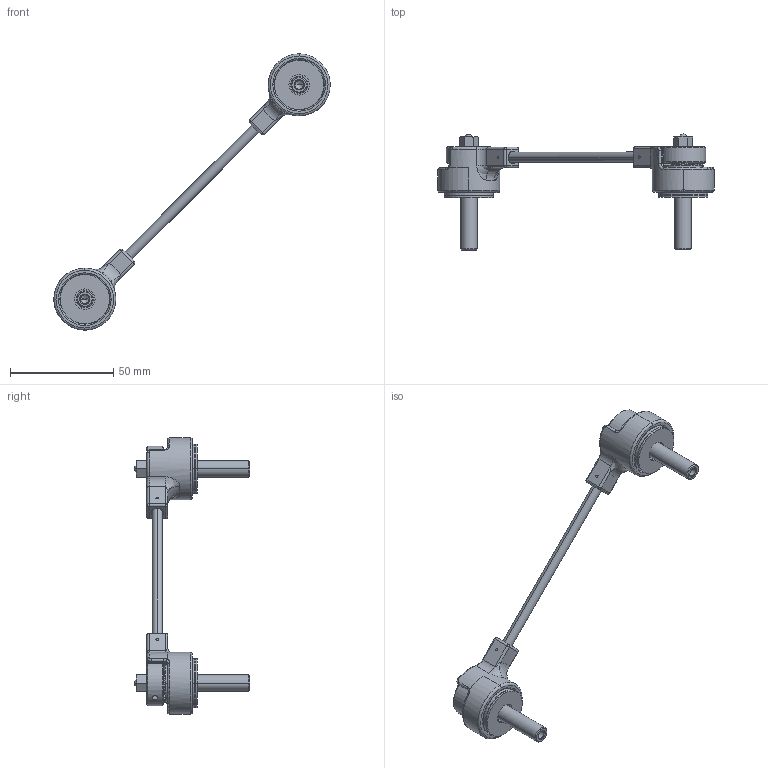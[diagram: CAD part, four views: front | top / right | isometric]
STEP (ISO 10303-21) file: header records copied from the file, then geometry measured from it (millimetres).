
FILE_DESCRIPTION(('FreeCAD Model'),'2;1');
FILE_NAME('Open CASCADE Shape Model','2024-11-29T14:06:25',('Author'),( ''),'Open CASCADE STEP processor 7.6','FreeCAD','Unknown');
FILE_SCHEMA(('AUTOMOTIVE_DESIGN { 1 0 10303 214 1 1 1 1 }'));
Length unit declared in the file: millimetre
Products named in the file (18): LINK3_ASM; HALF-R004; BAR3; BA1024_ASM001; CORE_BA1025; WASHER_BA1026; BA1024_ASM002; FL688ZZ003; SCBNJ8_11_ASM003; SCBNJ8_11B003; DEI4762_M3X013; SCBNJ8_11_ASM004; PSFGW8_50_M5_N006; BCHLJJ5_ASM001; BCHLJJ5_MB001; BCHLJJ5_B001; BCHLJJ5_ASM002; MS1_5_014
Assembly tree (29 placements, depth 3):
  LINK3_ASM
    HALF-R004  x2
    BAR3
    BA1024_ASM001
      CORE_BA1025
      WASHER_BA1026  x2
    BA1024_ASM002
      CORE_BA1025
      WASHER_BA1026  x2
    FL688ZZ003  x2
    SCBNJ8_11_ASM003
      SCBNJ8_11B003
      DEI4762_M3X013
    SCBNJ8_11_ASM004
      SCBNJ8_11B003
      DEI4762_M3X013
    PSFGW8_50_M5_N006  x2
    BCHLJJ5_ASM001
      BCHLJJ5_MB001
      BCHLJJ5_B001
    BCHLJJ5_ASM002
      BCHLJJ5_MB001
      BCHLJJ5_B001
    MS1_5_014  x2
Bounding box: 133.94 x 56.1 x 133.94 mm (x, y, z)
Volume: 32955.1 mm3; surface area: 25465.1 mm2
Topology: 23 solids, 23 shells, 506 faces, 1120 edges, 662 vertices
Faces by surface type: cylinder 190, plane 132, cone 82, torus 60, bspline 26, sphere 16
Entity records: 10217 total; most frequent: CARTESIAN_POINT 4081, DIRECTION 1295, ORIENTED_EDGE 1074, AXIS2_PLACEMENT_3D 550, EDGE_CURVE 537, VERTEX_POINT 325, CIRCLE 284, FACE_BOUND 282
